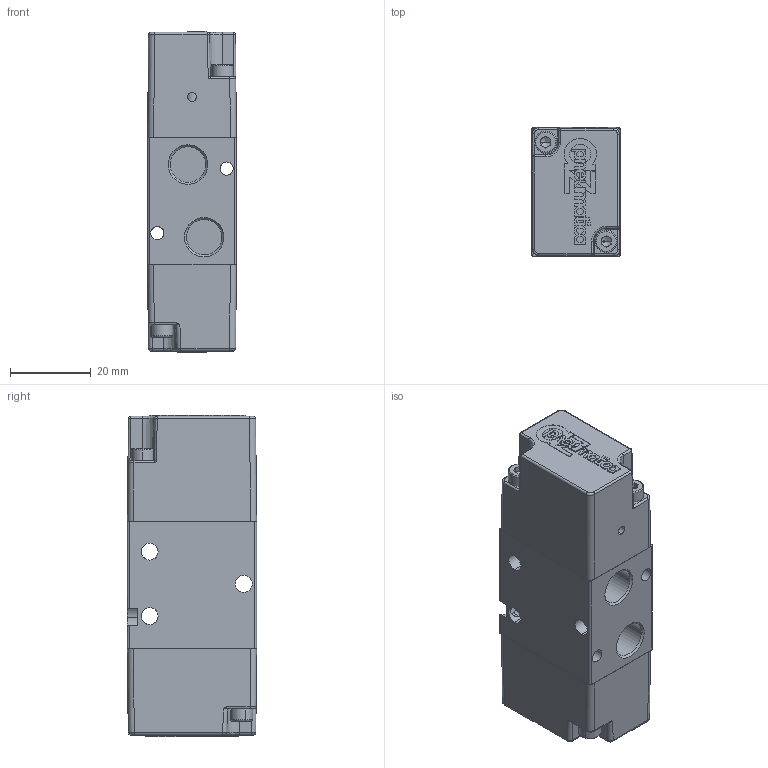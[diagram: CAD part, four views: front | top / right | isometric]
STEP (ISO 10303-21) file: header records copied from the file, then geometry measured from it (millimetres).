
FILE_DESCRIPTION (( 'STEP AP214' ), '1' );
FILE_NAME ('00_063_4.STEP', '2016-01-11T16:42:47', ( '' ), ( '' ), 'SwSTEP 2.0', 'SolidWorks 2016', '' );
FILE_SCHEMA (( 'AUTOMOTIVE_DESIGN' ));
Length unit declared in the file: millimetre
Products named in the file (1): 00_063_4
Bounding box: 22 x 32 x 79.69 mm (x, y, z)
Volume: 49140.8 mm3; surface area: 17499.1 mm2
Topology: 7 solids, 7 shells, 1999 faces, 5443 edges, 3456 vertices
Faces by surface type: plane 855, cone 635, cylinder 402, bspline 91, torus 16
Entity records: 76998 total; most frequent: CARTESIAN_POINT 25636, ORIENTED_EDGE 10824, DIRECTION 10772, EDGE_CURVE 5412, AXIS2_PLACEMENT_3D 3655, LINE 3462, VECTOR 3462, VERTEX_POINT 3456
